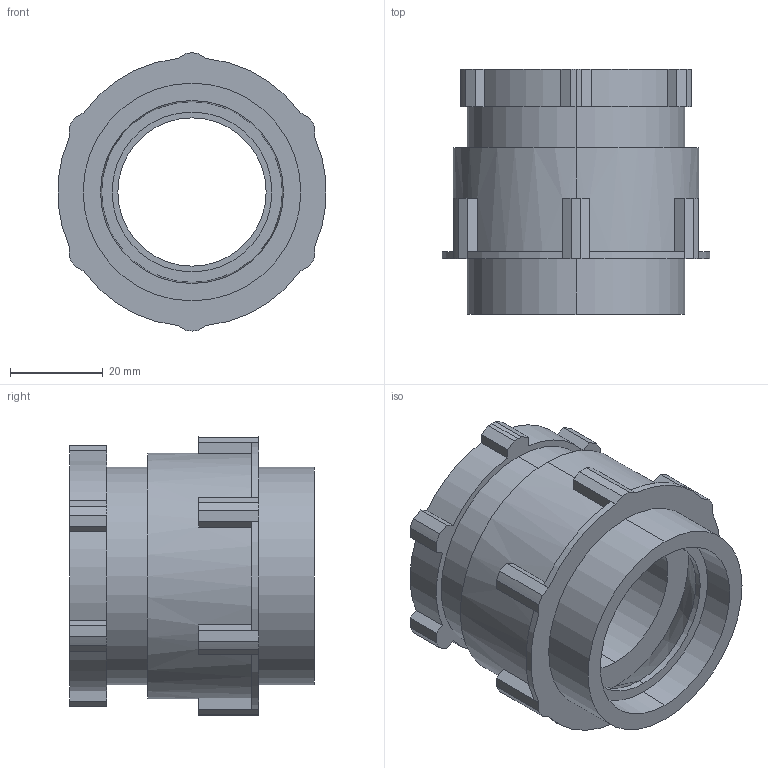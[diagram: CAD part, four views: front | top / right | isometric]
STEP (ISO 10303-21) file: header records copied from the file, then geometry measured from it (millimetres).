
FILE_DESCRIPTION (( 'STEP AP214' ), '1' );
FILE_NAME ('2036363.stp', '2020-07-20T08:28:52', ( '' ), ( '' ), 'SwSTEP 2.0', 'SolidWorks 2018', '' );
FILE_SCHEMA (( 'AUTOMOTIVE_DESIGN' ));
Length unit declared in the file: millimetre
Products named in the file (5): 2036363; 022659_Pg36 Di32 30700108; EV730_EV730-36; EV169-36-01_Standard; EV510-36_Standard
Assembly tree (4 placements, depth 2):
  2036363
    EV169-36-01_Standard
    EV510-36_Standard
    EV730_EV730-36
    022659_Pg36 Di32 30700108
Bounding box: 57.8 x 52.83 x 60 mm (x, y, z)
Volume: 50941.3 mm3; surface area: 28378 mm2
Topology: 4 solids, 4 shells, 125 faces, 334 edges, 220 vertices
Faces by surface type: plane 71, cylinder 46, cone 8
Entity records: 4130 total; most frequent: DIRECTION 710, CARTESIAN_POINT 686, ORIENTED_EDGE 668, EDGE_CURVE 334, AXIS2_PLACEMENT_3D 244, VECTOR 222, LINE 222, VERTEX_POINT 220
